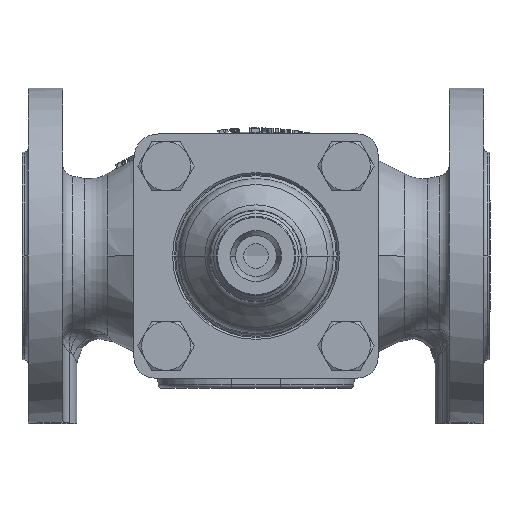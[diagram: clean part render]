
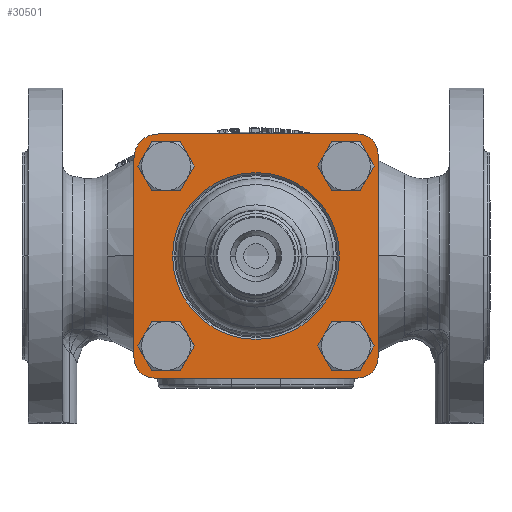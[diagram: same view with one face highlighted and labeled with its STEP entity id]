
A CAD part, front view. The second image highlights one B-rep face of the part: STEP entity #30501.
In plain terms, the highlighted planar face has unit normal (0, -1, 0).
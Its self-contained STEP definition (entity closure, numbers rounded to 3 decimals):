
#30052=CARTESIAN_POINT('',(-48.,0.,48.));
#30053=DIRECTION('',(0.,-1.,0.));
#30054=DIRECTION('',(0.,0.,1.));
#30055=AXIS2_PLACEMENT_3D('',#30052,#30053,#30054);
#30057=DIRECTION('',(1.,0.,0.));
#30058=VECTOR('',#30057,98.);
#30059=CARTESIAN_POINT('',(-48.,0.,60.));
#30060=LINE('',#30059,#30058);
#30061=CARTESIAN_POINT('',(50.,0.,50.));
#30062=DIRECTION('',(0.,-1.,0.));
#30063=DIRECTION('',(1.,0.,0.));
#30064=AXIS2_PLACEMENT_3D('',#30061,#30062,#30063);
#30066=DIRECTION('',(0.,0.,-1.));
#30067=VECTOR('',#30066,100.);
#30068=CARTESIAN_POINT('',(60.,0.,50.));
#30069=LINE('',#30068,#30067);
#30070=CARTESIAN_POINT('',(50.,0.,-50.));
#30071=DIRECTION('',(0.,-1.,0.));
#30072=DIRECTION('',(0.,0.,-1.));
#30073=AXIS2_PLACEMENT_3D('',#30070,#30071,#30072);
#30075=DIRECTION('',(-1.,0.,0.));
#30076=VECTOR('',#30075,100.);
#30077=CARTESIAN_POINT('',(50.,0.,-60.));
#30078=LINE('',#30077,#30076);
#30079=CARTESIAN_POINT('',(-50.,0.,-50.));
#30080=DIRECTION('',(0.,-1.,0.));
#30081=DIRECTION('',(-1.,0.,0.));
#30082=AXIS2_PLACEMENT_3D('',#30079,#30080,#30081);
#30084=DIRECTION('',(0.,0.,1.));
#30085=VECTOR('',#30084,98.);
#30086=CARTESIAN_POINT('',(-60.,0.,-50.));
#30087=LINE('',#30086,#30085);
#30088=CARTESIAN_POINT('',(0.,0.,0.));
#30089=DIRECTION('',(0.,1.,0.));
#30090=DIRECTION('',(1.,0.,0.));
#30091=AXIS2_PLACEMENT_3D('',#30088,#30089,#30090);
#30093=CARTESIAN_POINT('',(0.,0.,
0.));
#30094=DIRECTION('',(0.,1.,0.));
#30095=DIRECTION('',(-1.,0.,0.));
#30096=AXIS2_PLACEMENT_3D('',#30093,#30094,#30095);
#30098=CARTESIAN_POINT('',(-44.194,0.,44.194));
#30099=DIRECTION('',(0.,-1.,0.));
#30100=DIRECTION('',(1.,0.,0.));
#30101=AXIS2_PLACEMENT_3D('',#30098,#30099,#30100);
#30103=CARTESIAN_POINT('',(-44.194,0.,44.194));
#30104=DIRECTION('',(0.,-1.,0.));
#30105=DIRECTION('',(-1.,0.,0.));
#30106=AXIS2_PLACEMENT_3D('',#30103,#30104,#30105);
#30108=CARTESIAN_POINT('',(44.194,0.,44.194));
#30109=DIRECTION('',(0.,-1.,0.));
#30110=DIRECTION('',(1.,0.,0.));
#30111=AXIS2_PLACEMENT_3D('',#30108,#30109,#30110);
#30113=CARTESIAN_POINT('',(44.194,0.,44.194));
#30114=DIRECTION('',(0.,-1.,0.));
#30115=DIRECTION('',(-1.,0.,0.));
#30116=AXIS2_PLACEMENT_3D('',#30113,#30114,#30115);
#30118=CARTESIAN_POINT('',(44.194,0.,-44.194));
#30119=DIRECTION('',(0.,-1.,0.));
#30120=DIRECTION('',(1.,0.,0.));
#30121=AXIS2_PLACEMENT_3D('',#30118,#30119,#30120);
#30123=CARTESIAN_POINT('',(44.194,0.,-44.194));
#30124=DIRECTION('',(0.,-1.,0.));
#30125=DIRECTION('',(-1.,0.,0.));
#30126=AXIS2_PLACEMENT_3D('',#30123,#30124,#30125);
#30128=CARTESIAN_POINT('',(-44.194,0.,-44.194));
#30129=DIRECTION('',(0.,-1.,0.));
#30130=DIRECTION('',(1.,0.,0.));
#30131=AXIS2_PLACEMENT_3D('',#30128,#30129,#30130);
#30133=CARTESIAN_POINT('',(-44.194,0.,-44.194));
#30134=DIRECTION('',(0.,-1.,0.));
#30135=DIRECTION('',(-1.,0.,0.));
#30136=AXIS2_PLACEMENT_3D('',#30133,#30134,#30135);
#30368=CARTESIAN_POINT('',(-48.,0.,60.));
#30369=CARTESIAN_POINT('',(-60.,0.,48.));
#30370=VERTEX_POINT('',#30368);
#30371=VERTEX_POINT('',#30369);
#30376=CARTESIAN_POINT('',(60.,0.,50.));
#30377=CARTESIAN_POINT('',(50.,0.,60.));
#30378=VERTEX_POINT('',#30376);
#30379=VERTEX_POINT('',#30377);
#30384=CARTESIAN_POINT('',(50.,0.,-60.));
#30385=CARTESIAN_POINT('',(60.,0.,-50.));
#30386=VERTEX_POINT('',#30384);
#30387=VERTEX_POINT('',#30385);
#30392=CARTESIAN_POINT('',(-60.,0.,-50.));
#30393=CARTESIAN_POINT('',(-50.,0.,-60.));
#30394=VERTEX_POINT('',#30392);
#30395=VERTEX_POINT('',#30393);
#30408=CARTESIAN_POINT('',(41.,0.,0.));
#30409=CARTESIAN_POINT('',(-41.,0.,0.));
#30410=VERTEX_POINT('',#30408);
#30411=VERTEX_POINT('',#30409);
#30416=CARTESIAN_POINT('',(-35.194,0.,44.194));
#30417=CARTESIAN_POINT('',(-53.194,0.,44.194));
#30418=VERTEX_POINT('',#30416);
#30419=VERTEX_POINT('',#30417);
#30424=CARTESIAN_POINT('',(53.194,0.,44.194));
#30425=CARTESIAN_POINT('',(35.194,0.,44.194));
#30426=VERTEX_POINT('',#30424);
#30427=VERTEX_POINT('',#30425);
#30432=CARTESIAN_POINT('',(53.194,0.,-44.194));
#30433=CARTESIAN_POINT('',(35.194,0.,-44.194));
#30434=VERTEX_POINT('',#30432);
#30435=VERTEX_POINT('',#30433);
#30440=CARTESIAN_POINT('',(-35.194,0.,-44.194));
#30441=CARTESIAN_POINT('',(-53.194,0.,-44.194));
#30442=VERTEX_POINT('',#30440);
#30443=VERTEX_POINT('',#30441);
#30448=CARTESIAN_POINT('',(0.,0.,0.));
#30449=DIRECTION('',(0.,1.,0.));
#30450=DIRECTION('',(1.,0.,0.));
#30451=AXIS2_PLACEMENT_3D('',#30448,#30449,#30450);
#30452=PLANE('',#30451);
#30454=ORIENTED_EDGE('',*,*,#30453,.F.);
#30456=ORIENTED_EDGE('',*,*,#30455,.T.);
#30458=ORIENTED_EDGE('',*,*,#30457,.F.);
#30460=ORIENTED_EDGE('',*,*,#30459,.T.);
#30462=ORIENTED_EDGE('',*,*,#30461,.F.);
#30464=ORIENTED_EDGE('',*,*,#30463,.T.);
#30466=ORIENTED_EDGE('',*,*,#30465,.F.);
#30468=ORIENTED_EDGE('',*,*,#30467,.T.);
#30469=EDGE_LOOP('',(#30454,#30456,#30458,#30460,#30462,#30464,#30466,#30468));
#30470=FACE_OUTER_BOUND('',#30469,.F.);
#30472=ORIENTED_EDGE('',*,*,#30471,.F.);
#30474=ORIENTED_EDGE('',*,*,#30473,.F.);
#30475=EDGE_LOOP('',(#30472,#30474));
#30476=FACE_BOUND('',#30475,.F.);
#30478=ORIENTED_EDGE('',*,*,#30477,.T.);
#30480=ORIENTED_EDGE('',*,*,#30479,.T.);
#30481=EDGE_LOOP('',(#30478,#30480));
#30482=FACE_BOUND('',#30481,.F.);
#30484=ORIENTED_EDGE('',*,*,#30483,.T.);
#30486=ORIENTED_EDGE('',*,*,#30485,.T.);
#30487=EDGE_LOOP('',(#30484,#30486));
#30488=FACE_BOUND('',#30487,.F.);
#30490=ORIENTED_EDGE('',*,*,#30489,.T.);
#30492=ORIENTED_EDGE('',*,*,#30491,.T.);
#30493=EDGE_LOOP('',(#30490,#30492));
#30494=FACE_BOUND('',#30493,.F.);
#30496=ORIENTED_EDGE('',*,*,#30495,.T.);
#30498=ORIENTED_EDGE('',*,*,#30497,.T.);
#30499=EDGE_LOOP('',(#30496,#30498));
#30500=FACE_BOUND('',#30499,.F.);
#30501=ADVANCED_FACE('',(#30470,#30476,#30482,#30488,#30494,#30500),#30452,.F.);
#30056=CIRCLE('',#30055,12.);
#30065=CIRCLE('',#30064,10.);
#30074=CIRCLE('',#30073,10.);
#30083=CIRCLE('',#30082,10.);
#30092=CIRCLE('',#30091,41.);
#30097=CIRCLE('',#30096,41.);
#30102=CIRCLE('',#30101,9.);
#30107=CIRCLE('',#30106,9.);
#30112=CIRCLE('',#30111,9.);
#30117=CIRCLE('',#30116,9.);
#30122=CIRCLE('',#30121,9.);
#30127=CIRCLE('',#30126,9.);
#30132=CIRCLE('',#30131,9.);
#30137=CIRCLE('',#30136,9.);
#30453=EDGE_CURVE('',#30370,#30371,#30056,.T.);
#30455=EDGE_CURVE('',#30370,#30379,#30060,.T.);
#30457=EDGE_CURVE('',#30378,#30379,#30065,.T.);
#30459=EDGE_CURVE('',#30378,#30387,#30069,.T.);
#30461=EDGE_CURVE('',#30386,#30387,#30074,.T.);
#30463=EDGE_CURVE('',#30386,#30395,#30078,.T.);
#30465=EDGE_CURVE('',#30394,#30395,#30083,.T.);
#30467=EDGE_CURVE('',#30394,#30371,#30087,.T.);
#30471=EDGE_CURVE('',#30410,#30411,#30092,.T.);
#30473=EDGE_CURVE('',#30411,#30410,#30097,.T.);
#30477=EDGE_CURVE('',#30418,#30419,#30102,.T.);
#30479=EDGE_CURVE('',#30419,#30418,#30107,.T.);
#30483=EDGE_CURVE('',#30426,#30427,#30112,.T.);
#30485=EDGE_CURVE('',#30427,#30426,#30117,.T.);
#30489=EDGE_CURVE('',#30434,#30435,#30122,.T.);
#30491=EDGE_CURVE('',#30435,#30434,#30127,.T.);
#30495=EDGE_CURVE('',#30442,#30443,#30132,.T.);
#30497=EDGE_CURVE('',#30443,#30442,#30137,.T.);
